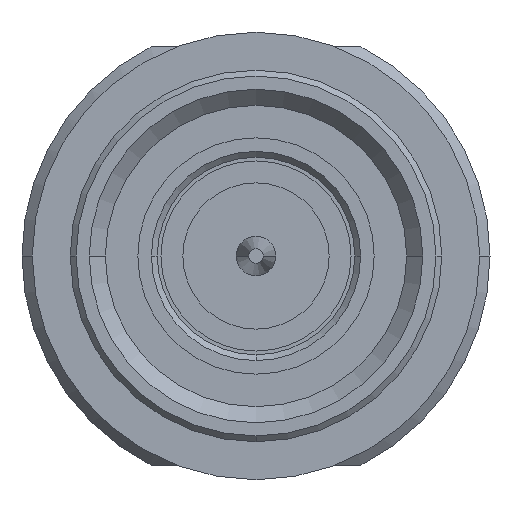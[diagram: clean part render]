
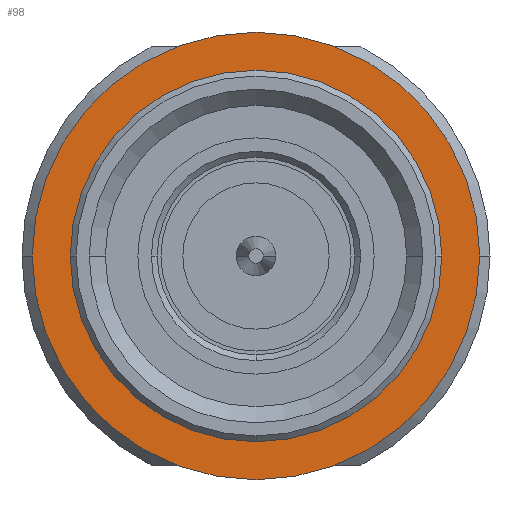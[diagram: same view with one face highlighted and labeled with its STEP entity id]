
A CAD part, left-side view. The second image highlights one B-rep face of the part: STEP entity #98.
In plain terms, the highlighted planar face has unit normal (-1, 0, 0).
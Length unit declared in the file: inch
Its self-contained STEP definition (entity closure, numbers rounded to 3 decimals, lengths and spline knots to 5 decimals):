
#16 = DIRECTION ( 'NONE',  ( 0., 1., 0. ) ) ;
#98 = ADVANCED_FACE ( 'NONE', ( #811, #4889 ), #4801, .T. ) ;
#101 = AXIS2_PLACEMENT_3D ( 'NONE', #866, #365, #16 ) ;
#266 = CARTESIAN_POINT ( 'NONE',  ( 0.05906, -0.25, 0. ) ) ;
#278 = CARTESIAN_POINT ( 'NONE',  ( 0.05906, 0., 0. ) ) ;
#336 = EDGE_CURVE ( 'NONE', #3578, #5597, #5700, .T. ) ;
#365 = DIRECTION ( 'NONE',  ( -1., 0., 0. ) ) ;
#508 = CIRCLE ( 'NONE', #2569, 0.30118 ) ;
#811 = FACE_BOUND ( 'NONE', #1836, .T. ) ;
#866 = CARTESIAN_POINT ( 'NONE',  ( 0.05906, 0., 0. ) ) ;
#1058 = ORIENTED_EDGE ( 'NONE', *, *, #2209, .F. ) ;
#1134 = DIRECTION ( 'NONE',  ( 0., 1., 0. ) ) ;
#1175 = ORIENTED_EDGE ( 'NONE', *, *, #336, .T. ) ;
#1553 = AXIS2_PLACEMENT_3D ( 'NONE', #2673, #3957, #2640 ) ;
#1836 = EDGE_LOOP ( 'NONE', ( #2902, #2081 ) ) ;
#1949 = VERTEX_POINT ( 'NONE', #266 ) ;
#2081 = ORIENTED_EDGE ( 'NONE', *, *, #3644, .F. ) ;
#2209 = EDGE_CURVE ( 'NONE', #3578, #5597, #508, .T. ) ;
#2309 = CARTESIAN_POINT ( 'NONE',  ( 0.05906, 0., 0. ) ) ;
#2401 = DIRECTION ( 'NONE',  ( 0., 1., 0. ) ) ;
#2516 = CARTESIAN_POINT ( 'NONE',  ( 0.05906, -0.30118, 0. ) ) ;
#2569 = AXIS2_PLACEMENT_3D ( 'NONE', #278, #2975, #1134 ) ;
#2640 = DIRECTION ( 'NONE',  ( 0., 1., 0. ) ) ;
#2673 = CARTESIAN_POINT ( 'NONE',  ( 0.05906, 0., 0. ) ) ;
#2902 = ORIENTED_EDGE ( 'NONE', *, *, #5294, .T. ) ;
#2975 = DIRECTION ( 'NONE',  ( 1., 0., 0. ) ) ;
#3009 = CARTESIAN_POINT ( 'NONE',  ( 0.05906, 0., 0. ) ) ;
#3570 = DIRECTION ( 'NONE',  ( 0., 0., 1. ) ) ;
#3578 = VERTEX_POINT ( 'NONE', #4800 ) ;
#3644 = EDGE_CURVE ( 'NONE', #3692, #1949, #4882, .T. ) ;
#3692 = VERTEX_POINT ( 'NONE', #5295 ) ;
#3957 = DIRECTION ( 'NONE',  ( 1., 0., 0. ) ) ;
#4130 = AXIS2_PLACEMENT_3D ( 'NONE', #3009, #4855, #3570 ) ;
#4800 = CARTESIAN_POINT ( 'NONE',  ( 0.05906, 0.30118, 0. ) ) ;
#4801 = PLANE ( 'NONE',  #4130 ) ;
#4855 = DIRECTION ( 'NONE',  ( -1., 0., 0. ) ) ;
#4870 = AXIS2_PLACEMENT_3D ( 'NONE', #2309, #5445, #2401 ) ;
#4882 = CIRCLE ( 'NONE', #101, 0.25 ) ;
#4889 = FACE_OUTER_BOUND ( 'NONE', #5302, .T. ) ;
#5294 = EDGE_CURVE ( 'NONE', #3692, #1949, #5759, .T. ) ;
#5295 = CARTESIAN_POINT ( 'NONE',  ( 0.05906, 0.25, 0. ) ) ;
#5302 = EDGE_LOOP ( 'NONE', ( #1175, #1058 ) ) ;
#5445 = DIRECTION ( 'NONE',  ( -1., 0., 0. ) ) ;
#5597 = VERTEX_POINT ( 'NONE', #2516 ) ;
#5700 = CIRCLE ( 'NONE', #4870, 0.30118 ) ;
#5759 = CIRCLE ( 'NONE', #1553, 0.25 ) ;
